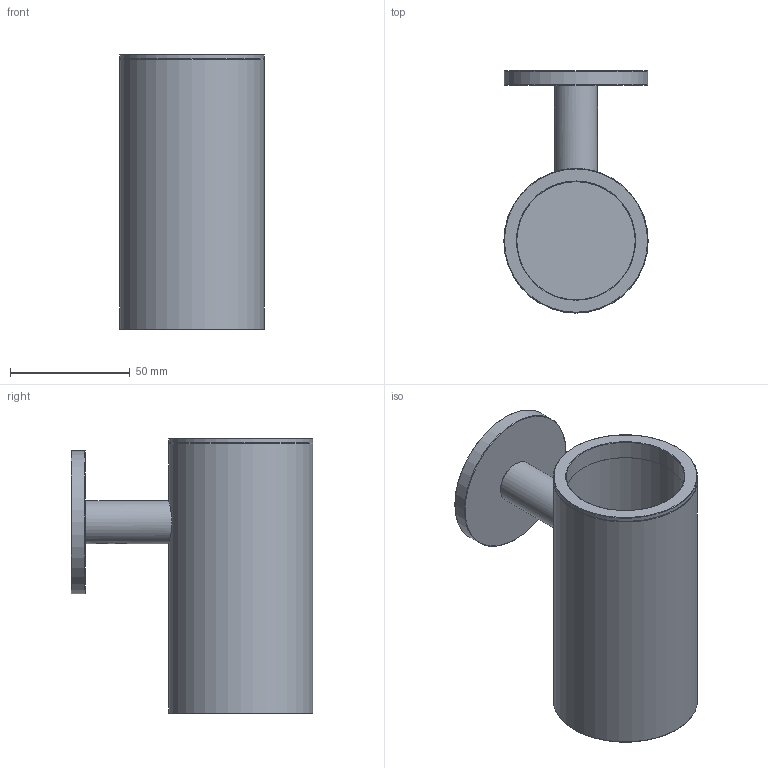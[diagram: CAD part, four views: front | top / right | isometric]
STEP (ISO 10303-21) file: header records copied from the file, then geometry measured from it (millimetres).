
FILE_DESCRIPTION(/* description */ ('Unknown'),/* implementation_level */ '2;1');
FILE_NAME(/* name */ 'GTA01-00',/* time_stamp */ '2026-02-19T10:40:54+01:00',/* author */ ('Unknown'),/* organization */ ('Unknown'),/* preprocessor_version */ 'ST-DEVELOPER v20',/* originating_system */ 'Solid Edge',/* authorisation */ 'Unknown');
FILE_SCHEMA (('AUTOMOTIVE_DESIGN {1 0 10303 214 3 1 1}'));
Length unit declared in the file: millimetre
Products named in the file (10): GTA01-00; GTA01-06; GTA01-03; GTA01-01; GTA01-001_oa_0; GRANO5X6P_8; GTA01-002_oa_1; GTA01-08; GTA01-05; GTA01-04
Assembly tree (10 placements, depth 3):
  GTA01-00
    GTA01-06
    GTA01-03
    GTA01-01
    GTA01-001_oa_0
      GRANO5X6P_8  x2
    GTA01-002_oa_1
      GTA01-08
      GTA01-05
      GTA01-04
Bounding box: 60.3 x 101.15 x 115 mm (x, y, z)
Volume: 115739 mm3; surface area: 101575.6 mm2
Topology: 8 solids, 8 shells, 126 faces, 287 edges, 185 vertices
Faces by surface type: plane 50, cylinder 36, bspline 15, torus 13, cone 12
Full cylindrical faces by diameter (mm): 3 x2, 5.5 x1, 10 x1, 11.5 x1, 18 x1, 45 x1, 49.5 x1, 50 x1, 54.7 x1, 56 x1, 57.2 x1, 57.3 x1, 57.7 x2, 58 x1, 60 x1, 60.3 x2
Entity records: 11981 total; most frequent: CARTESIAN_POINT 9668, DIRECTION 398, ORIENTED_EDGE 388, EDGE_CURVE 194, AXIS2_PLACEMENT_3D 180, FACE_BOUND 178, EDGE_LOOP 177, VERTEX_POINT 148
